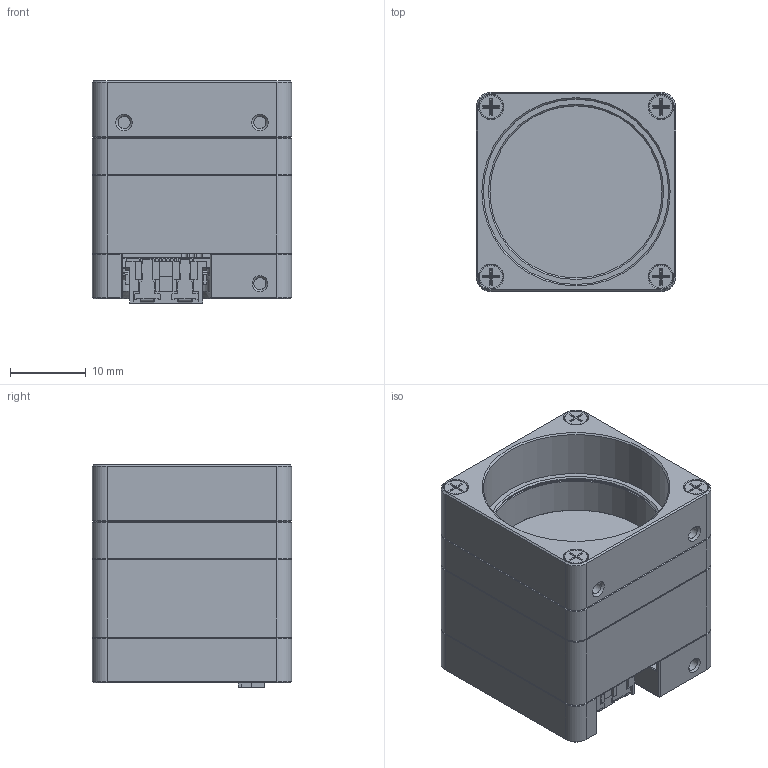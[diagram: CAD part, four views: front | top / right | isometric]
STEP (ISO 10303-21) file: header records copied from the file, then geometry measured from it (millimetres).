
FILE_DESCRIPTION(/* description */ (''),/* implementation_level */ '2;1');
FILE_NAME(/* name */ 'MC089xG-SY-FV.stp',/* time_stamp */ '2020-03-30T11:51:12+02:00',/* author */ (''),/* organization */ (''),/* preprocessor_version */ 'ST-DEVELOPER v16.7',/* originating_system */ 'SIEMENS PLM Software NX 1907',/* authorisation */ '');
FILE_SCHEMA (('AUTOMOTIVE_DESIGN { 1 0 10303 214 3 1 1 1 }'));
Products named in the file (17): MECH-O-RING-22X1-VI370; MT089xG-PR-SENSOR-PCA; FLT-BK7-AR2X-D25; SROB-M1.6x3-SLOT-STNLS; MECH-MT089XG-SY-GSKT; MECH-MT-MID-089; SROB-M2x14-CUST; MECH-MQ-CS-C; MECH-MQ-FRONT; MECH-MC-THERM-PAD-15X15X1; SROB-M2x10-CUST ; MECH-LIGHTPIPE-1.63X4.14; MC-MAIN-FV-PCA; MECH-MC-REAR-FL; SUBASSM-MT089xG-FRONT; SUBASSM-MC-REAR-FV; ASSM-MC-XXXxG-SY-XX
Assembly tree (26 placements, depth 3):
  ASSM-MC-XXXxG-SY-XX
    SUBASSM-MC-REAR-FV
      MECH-MC-REAR-FL
      MC-MAIN-FV-PCA
      MECH-LIGHTPIPE-1.63X4.14  x4
      SROB-M2x10-CUST   x4
      MECH-MC-THERM-PAD-15X15X1
    SUBASSM-MT089xG-FRONT
      MECH-MQ-FRONT
      MECH-MQ-CS-C
      SROB-M2x14-CUST  x4
      MECH-MT-MID-089
      MECH-MT089XG-SY-GSKT
      SROB-M1.6x3-SLOT-STNLS  x2
      FLT-BK7-AR2X-D25
      MT089xG-PR-SENSOR-PCA
      MECH-O-RING-22X1-VI370
Bounding box: 26.4 x 26.4 x 29.41 mm (x, y, z)
Volume: 9841.6 mm3; surface area: 17595.7 mm2
Topology: 32 solids, 32 shells, 7179 faces, 19995 edges, 13119 vertices
Faces by surface type: plane 4927, cylinder 1957, cone 260, torus 33, extrusion 1, bspline 1
Full cylindrical faces by diameter (mm): 1 x4, 1.6 x17, 1.7 x2, 1.9 x8, 2 x12, 2.1 x4, 3 x10, 3.2 x4, 3.35 x4, 4 x1, 21 x1, 21.6 x1, 22.8 x2, 24.4 x1, 24.541 x1, 25 x1, 25.1 x1
Entity records: 222153 total; most frequent: CARTESIAN_POINT 39451, ORIENTED_EDGE 38520, DIRECTION 37288, EDGE_CURVE 19260, VECTOR 14998, LINE 14997, VERTEX_POINT 12725, AXIS2_PLACEMENT_3D 11145
